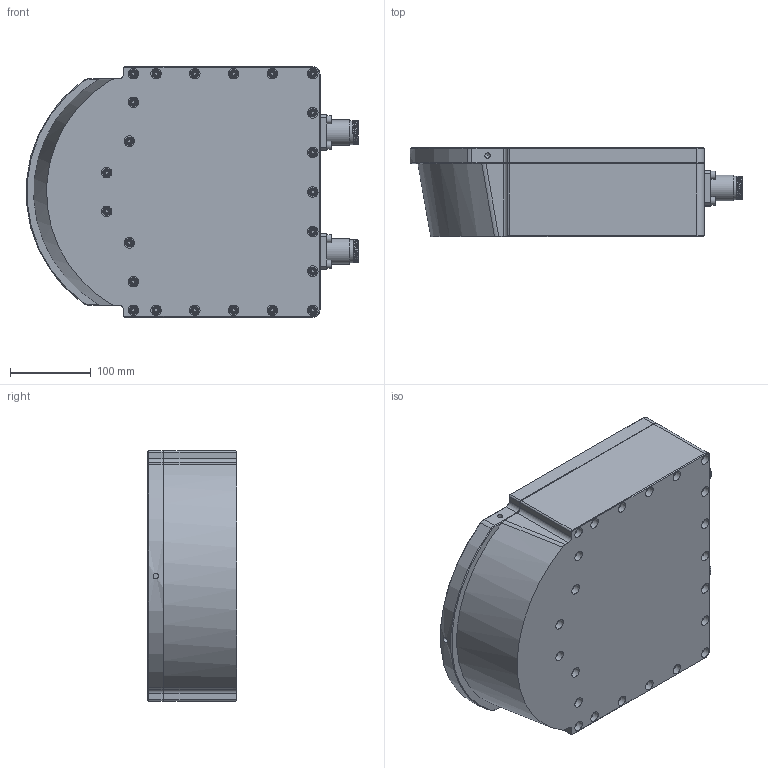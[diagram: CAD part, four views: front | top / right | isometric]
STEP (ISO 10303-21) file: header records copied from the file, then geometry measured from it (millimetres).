
FILE_DESCRIPTION(/* description */ (''),/* implementation_level */ '2;1');
FILE_NAME(/* name */ '8350-002-01-B1a - Vigilant Receiver Solid.stp',/* time_stamp */ '2021-10-01T10:58:53+01:00',/* author */ ('gbm'),/* organization */ (''),/* preprocessor_version */ 'ST-DEVELOPER v18.1',/* originating_system */ 'Autodesk Inventor 2022',/* authorisation */ '');
FILE_SCHEMA (('AUTOMOTIVE_DESIGN { 1 0 10303 214 3 1 1 }'));
Length unit declared in the file: millimetre
Products named in the file (1): 8350-002-01 - NOAS Receiver Array_Substitute
Bounding box: 411 x 110.3 x 310 mm (x, y, z)
Volume: 10912653.3 mm3; surface area: 379173.4 mm2
Topology: 2 solids, 2 shells, 1359 faces, 3346 edges, 2195 vertices
Faces by surface type: plane 707, bspline 312, cylinder 185, cone 124, torus 31
Full cylindrical faces by diameter (mm): 2 x13, 3 x26, 5 x23, 6.65 x3, 7.359 x23, 10 x31, 13 x23, 23 x1, 25 x2, 26 x1, 27.9 x2, 28.6 x3, 28.8 x2, 29.5 x2, 31.6 x2
Entity records: 46036 total; most frequent: CARTESIAN_POINT 15137, ORIENTED_EDGE 6670, DIRECTION 4956, EDGE_CURVE 3335, VERTEX_POINT 2195, LINE 1764, VECTOR 1764, AXIS2_PLACEMENT_3D 1596
